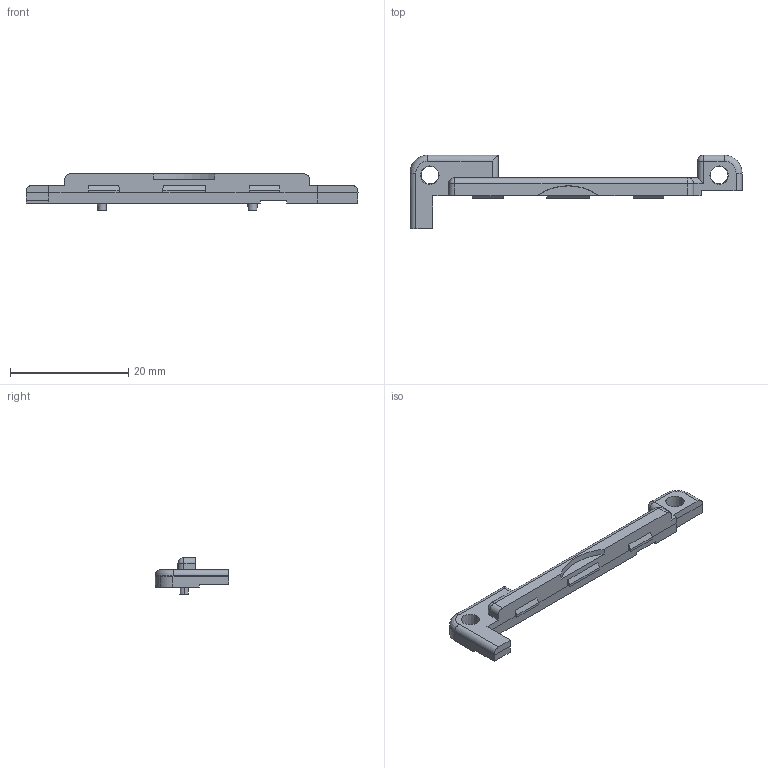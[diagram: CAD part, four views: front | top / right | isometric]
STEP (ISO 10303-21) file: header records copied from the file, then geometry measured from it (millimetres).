
FILE_DESCRIPTION (( 'STEP AP214' ), '1' );
FILE_NAME ('PD0093_FRONT- ISS - C.STEP', '2017-08-01T11:38:01', ( 'sicon' ), ( '' ), 'SwSTEP 2.0', 'SolidWorks 2017', '' );
FILE_SCHEMA (( 'AUTOMOTIVE_DESIGN' ));
Length unit declared in the file: millimetre
Products named in the file (1): PD0093_FRONT- ISS - C
Bounding box: 56.24 x 12.44 x 6.2 mm (x, y, z)
Volume: 970.2 mm3; surface area: 1135.9 mm2
Topology: 1 solids, 1 shells, 89 faces, 219 edges, 134 vertices
Faces by surface type: plane 54, cylinder 15, cone 9, bspline 8, sphere 3
Entity records: 3135 total; most frequent: CARTESIAN_POINT 1082, ORIENTED_EDGE 438, DIRECTION 383, EDGE_CURVE 219, VECTOR 157, LINE 157, VERTEX_POINT 134, AXIS2_PLACEMENT_3D 113
